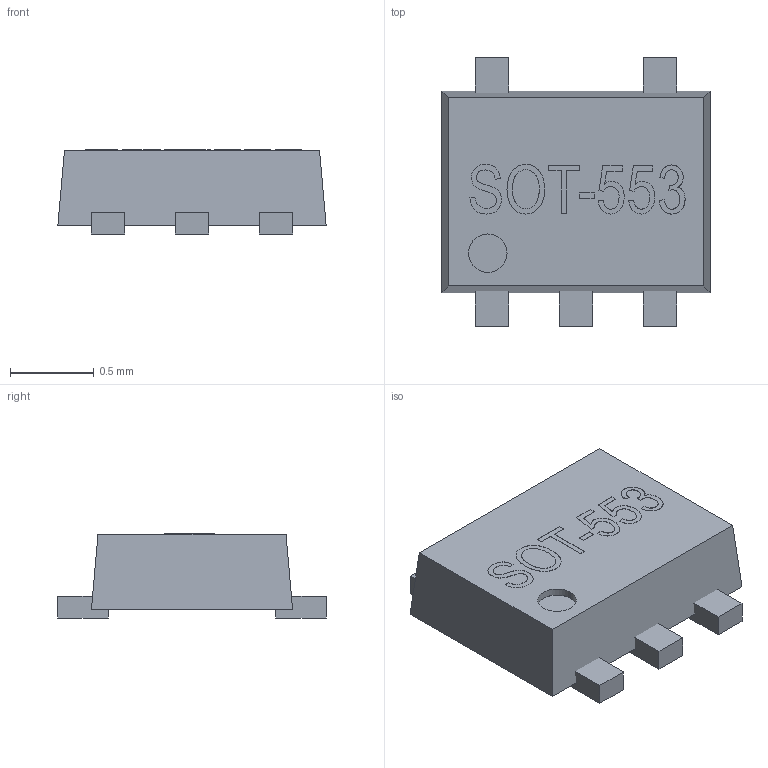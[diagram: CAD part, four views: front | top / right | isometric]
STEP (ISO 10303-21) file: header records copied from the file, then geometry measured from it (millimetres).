
FILE_DESCRIPTION (( 'STEP AP214' ), '1' );
FILE_NAME ('User Library-sot-553.STEP', '2017-02-11T03:40:12', ( 'Windows User' ), ( '' ), 'SwSTEP 2.0', 'SolidWorks 2017', '' );
FILE_SCHEMA (( 'AUTOMOTIVE_DESIGN' ));
Length unit declared in the file: centimetre
Products named in the file (5): User Library-sot-553_sot-553_index; User Library-sot-553_sot-553_pins; User Library-sot-553_sot-553_body; User Library-sot-553; User Library-sot-553_sot-553_marking
Assembly tree (4 placements, depth 2):
  User Library-sot-553
    User Library-sot-553_sot-553_body
    User Library-sot-553_sot-553_pins
    User Library-sot-553_sot-553_index
    User Library-sot-553_sot-553_marking
Bounding box: 1.6 x 1.6 x 0.5 mm (x, y, z)
Volume: 0.9 mm3; surface area: 7.7 mm2
Topology: 14 solids, 14 shells, 192 faces, 487 edges, 324 vertices
Faces by surface type: bspline 103, plane 85, cylinder 4
Entity records: 8273 total; most frequent: CARTESIAN_POINT 1937, ORIENTED_EDGE 974, EDGE_CURVE 487, DIRECTION 481, VERTEX_POINT 324, LINE 273, VECTOR 273, UNCERTAINTY_MEASURE_WITH_UNIT 215
